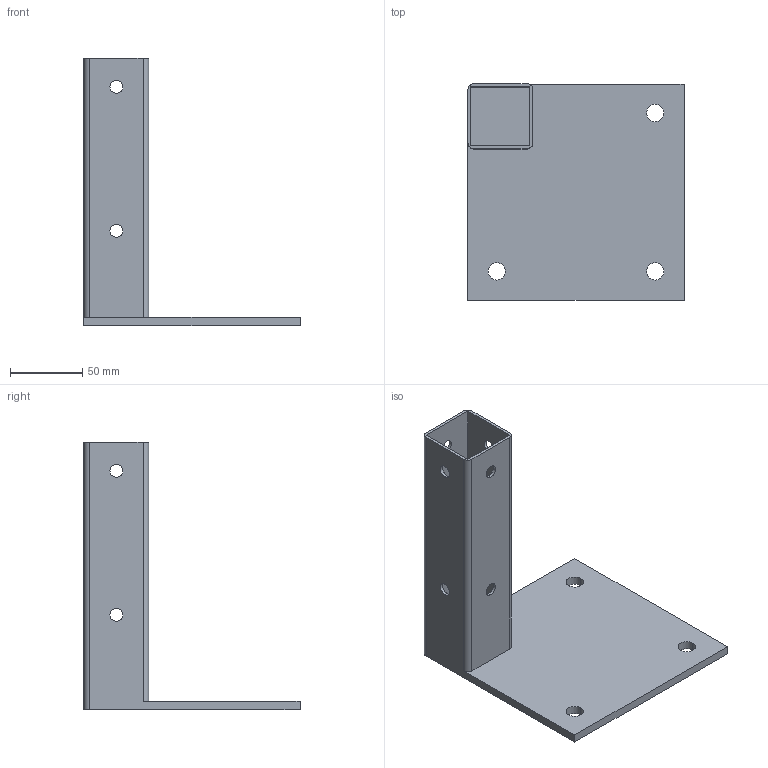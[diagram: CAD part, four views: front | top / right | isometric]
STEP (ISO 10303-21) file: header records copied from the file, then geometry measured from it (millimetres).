
FILE_DESCRIPTION (( 'STEP AP203' ), '1' );
FILE_NAME ('C47-33.STEP', '2018-04-03T11:40:02', ( 'User2' ), ( '' ), 'SwSTEP 2.0', 'SolidWorks 2007', '' );
FILE_SCHEMA (( 'CONFIG_CONTROL_DESIGN' ));
Length unit declared in the file: millimetre
Products named in the file (1): C47-33
Bounding box: 150 x 150 x 186 mm (x, y, z)
Volume: 191373.6 mm3; surface area: 108701.2 mm2
Topology: 1 solids, 1 shells, 40 faces, 111 edges, 74 vertices
Faces by surface type: cylinder 26, plane 14
Entity records: 1428 total; most frequent: DIRECTION 245, CARTESIAN_POINT 226, ORIENTED_EDGE 222, EDGE_CURVE 111, AXIS2_PLACEMENT_3D 93, VERTEX_POINT 74, EDGE_LOOP 63, LINE 59
